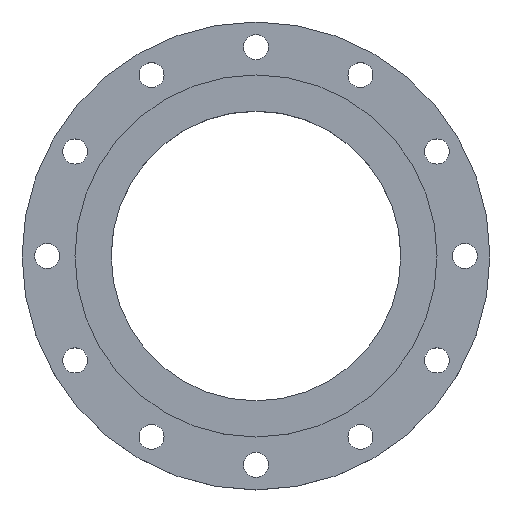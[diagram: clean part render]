
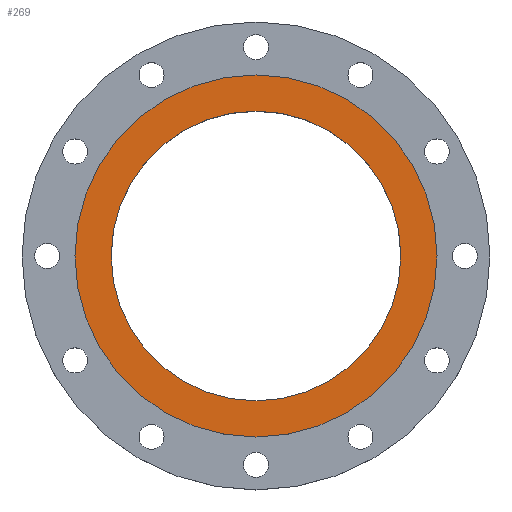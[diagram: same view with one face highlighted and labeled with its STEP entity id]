
A CAD part, top view. The second image highlights one B-rep face of the part: STEP entity #269.
In plain terms, the highlighted planar face has unit normal (0, 0, 1).
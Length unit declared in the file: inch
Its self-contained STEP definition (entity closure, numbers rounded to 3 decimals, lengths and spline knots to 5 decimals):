
#11 = DIRECTION ( 'NONE',  ( 0., 0., 1. ) ) ;
#35 = FACE_BOUND ( 'NONE', #473, .T. ) ;
#55 = DIRECTION ( 'NONE',  ( -1., 0., 0. ) ) ;
#105 = EDGE_CURVE ( 'NONE', #194, #208, #691, .T. ) ;
#120 = AXIS2_PLACEMENT_3D ( 'NONE', #907, #11, #1338 ) ;
#153 = CARTESIAN_POINT ( 'NONE',  ( 8.125, 0., 0. ) ) ;
#194 = VERTEX_POINT ( 'NONE', #701 ) ;
#203 = ORIENTED_EDGE ( 'NONE', *, *, #1131, .T. ) ;
#208 = VERTEX_POINT ( 'NONE', #504 ) ;
#269 = ADVANCED_FACE ( 'NONE', ( #35, #1271 ), #1380, .F. ) ;
#271 = CARTESIAN_POINT ( 'NONE',  ( 0., 6.5, 0. ) ) ;
#277 = DIRECTION ( 'NONE',  ( 0., 0., 1. ) ) ;
#321 = DIRECTION ( 'NONE',  ( 1., 0., 0. ) ) ;
#351 = DIRECTION ( 'NONE',  ( 0., 0., 1. ) ) ;
#360 = CIRCLE ( 'NONE', #1038, 8.125 ) ;
#391 = ORIENTED_EDGE ( 'NONE', *, *, #608, .F. ) ;
#461 = CIRCLE ( 'NONE', #120, 6.5 ) ;
#473 = EDGE_LOOP ( 'NONE', ( #391, #958 ) ) ;
#481 = DIRECTION ( 'NONE',  ( 0., 0., -1. ) ) ;
#504 = CARTESIAN_POINT ( 'NONE',  ( 6.5, 0., 0. ) ) ;
#600 = DIRECTION ( 'NONE',  ( 1., 0., 0. ) ) ;
#608 = EDGE_CURVE ( 'NONE', #208, #194, #461, .T. ) ;
#647 = VERTEX_POINT ( 'NONE', #698 ) ;
#671 = CARTESIAN_POINT ( 'NONE',  ( 0., 0., 0. ) ) ;
#691 = CIRCLE ( 'NONE', #1124, 6.5 ) ;
#698 = CARTESIAN_POINT ( 'NONE',  ( -8.125, 0., 0. ) ) ;
#701 = CARTESIAN_POINT ( 'NONE',  ( -6.5, 0., 0. ) ) ;
#710 = AXIS2_PLACEMENT_3D ( 'NONE', #1075, #1378, #600 ) ;
#730 = EDGE_CURVE ( 'NONE', #647, #1283, #360, .T. ) ;
#765 = AXIS2_PLACEMENT_3D ( 'NONE', #271, #481, #55 ) ;
#838 = CARTESIAN_POINT ( 'NONE',  ( 0., 0., 0. ) ) ;
#880 = CIRCLE ( 'NONE', #710, 8.125 ) ;
#907 = CARTESIAN_POINT ( 'NONE',  ( 0., 0., 0. ) ) ;
#958 = ORIENTED_EDGE ( 'NONE', *, *, #105, .F. ) ;
#1038 = AXIS2_PLACEMENT_3D ( 'NONE', #838, #277, #1039 ) ;
#1039 = DIRECTION ( 'NONE',  ( 1., 0., 0. ) ) ;
#1075 = CARTESIAN_POINT ( 'NONE',  ( 0., 0., 0. ) ) ;
#1124 = AXIS2_PLACEMENT_3D ( 'NONE', #671, #351, #321 ) ;
#1131 = EDGE_CURVE ( 'NONE', #1283, #647, #880, .T. ) ;
#1271 = FACE_OUTER_BOUND ( 'NONE', #1293, .T. ) ;
#1283 = VERTEX_POINT ( 'NONE', #153 ) ;
#1293 = EDGE_LOOP ( 'NONE', ( #203, #1381 ) ) ;
#1338 = DIRECTION ( 'NONE',  ( 1., 0., 0. ) ) ;
#1378 = DIRECTION ( 'NONE',  ( 0., 0., 1. ) ) ;
#1380 = PLANE ( 'NONE',  #765 ) ;
#1381 = ORIENTED_EDGE ( 'NONE', *, *, #730, .T. ) ;
